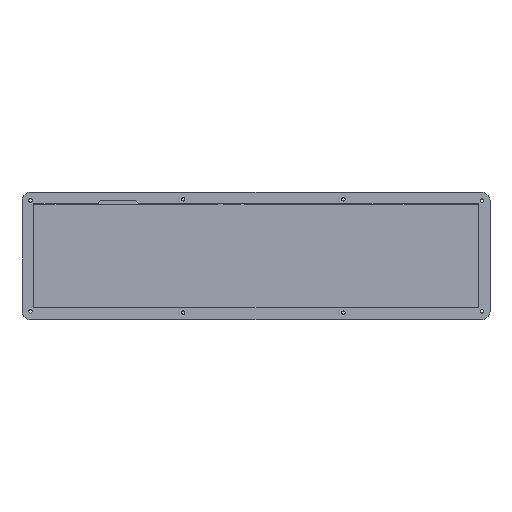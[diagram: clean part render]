
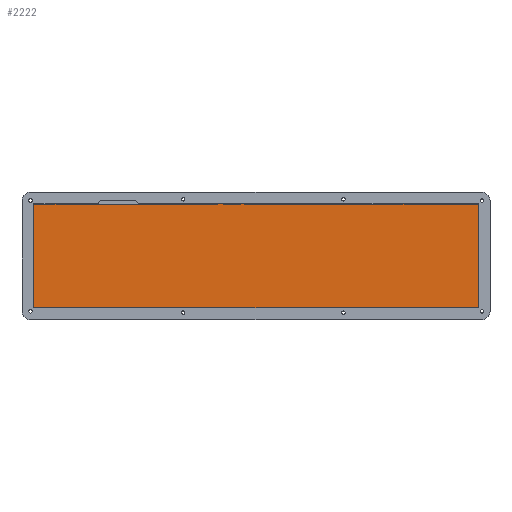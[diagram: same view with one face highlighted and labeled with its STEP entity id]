
A CAD part, top view. The second image highlights one B-rep face of the part: STEP entity #2222.
In plain terms, the highlighted planar face has unit normal (0, 0, 1).
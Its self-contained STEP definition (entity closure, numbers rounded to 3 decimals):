
#134=PLANE('',#2549);
#252=LINE('',#3895,#392);
#267=LINE('',#3952,#407);
#270=LINE('',#3957,#410);
#271=LINE('',#3960,#411);
#272=LINE('',#3965,#412);
#273=LINE('',#3968,#413);
#274=LINE('',#3969,#414);
#275=LINE('',#3970,#415);
#392=VECTOR('',#3221,10.);
#407=VECTOR('',#3294,10.);
#410=VECTOR('',#3299,10.);
#411=VECTOR('',#3302,10.);
#412=VECTOR('',#3309,10.);
#413=VECTOR('',#3312,10.);
#414=VECTOR('',#3313,10.);
#415=VECTOR('',#3314,10.);
#555=FACE_OUTER_BOUND('',#717,.T.);
#717=EDGE_LOOP('',(#2032,#2033,#2034,#2035,#2036,#2037,#2038,#2039));
#1081=VERTEX_POINT('',#3892);
#1082=VERTEX_POINT('',#3894);
#1094=VERTEX_POINT('',#3949);
#1095=VERTEX_POINT('',#3951);
#1096=VERTEX_POINT('',#3955);
#1097=VERTEX_POINT('',#3959);
#1098=VERTEX_POINT('',#3963);
#1099=VERTEX_POINT('',#3967);
#1384=EDGE_CURVE('',#1082,#1081,#252,.T.);
#1408=EDGE_CURVE('',#1094,#1095,#267,.F.);
#1411=EDGE_CURVE('',#1096,#1094,#270,.T.);
#1412=EDGE_CURVE('',#1082,#1097,#271,.T.);
#1415=EDGE_CURVE('',#1098,#1081,#272,.T.);
#1416=EDGE_CURVE('',#1099,#1098,#273,.F.);
#1417=EDGE_CURVE('',#1095,#1099,#274,.F.);
#1418=EDGE_CURVE('',#1097,#1096,#275,.F.);
#2032=ORIENTED_EDGE('',*,*,#1412,.F.);
#2033=ORIENTED_EDGE('',*,*,#1384,.T.);
#2034=ORIENTED_EDGE('',*,*,#1415,.F.);
#2035=ORIENTED_EDGE('',*,*,#1416,.F.);
#2036=ORIENTED_EDGE('',*,*,#1417,.F.);
#2037=ORIENTED_EDGE('',*,*,#1408,.F.);
#2038=ORIENTED_EDGE('',*,*,#1411,.F.);
#2039=ORIENTED_EDGE('',*,*,#1418,.F.);
#2222=ADVANCED_FACE('',(#555),#134,.T.);
#2549=AXIS2_PLACEMENT_3D('',#3966,#3310,#3311);
#3221=DIRECTION('',(-1.,0.,0.));
#3294=DIRECTION('',(1.,0.,0.));
#3299=DIRECTION('',(0.,-1.,0.));
#3302=DIRECTION('',(0.,-1.,0.));
#3309=DIRECTION('',(0.,1.,0.));
#3310=DIRECTION('center_axis',(0.,0.,1.));
#3311=DIRECTION('ref_axis',(-1.,0.,0.));
#3312=DIRECTION('',(-1.,0.,0.));
#3313=DIRECTION('',(0.,-1.,0.));
#3314=DIRECTION('',(-1.,0.,0.));
#3892=CARTESIAN_POINT('',(106.072,4.003,-1.8));
#3894=CARTESIAN_POINT('',(122.,4.003,-1.8));
#3895=CARTESIAN_POINT('',(103.072,4.003,-1.8));
#3949=CARTESIAN_POINT('',(259.175,-59.149,-1.8));
#3951=CARTESIAN_POINT('',(-2.,-59.149,-1.8));
#3952=CARTESIAN_POINT('',(62.044,-59.149,-1.8));
#3955=CARTESIAN_POINT('',(259.175,2.003,-1.8));
#3957=CARTESIAN_POINT('',(259.175,-45.111,-1.8));
#3959=CARTESIAN_POINT('',(122.,2.003,-1.8));
#3960=CARTESIAN_POINT('',(122.,-13.285,-1.8));
#3963=CARTESIAN_POINT('',(106.072,2.003,-1.8));
#3965=CARTESIAN_POINT('',(106.072,-13.285,-1.8));
#3966=CARTESIAN_POINT('Origin',(128.587,-28.573,-1.8));
#3967=CARTESIAN_POINT('',(-2.,2.003,-1.8));
#3968=CARTESIAN_POINT('',(195.131,2.003,-1.8));
#3969=CARTESIAN_POINT('',(-2.,-12.035,-1.8));
#3970=CARTESIAN_POINT('',(195.131,2.003,-1.8));
